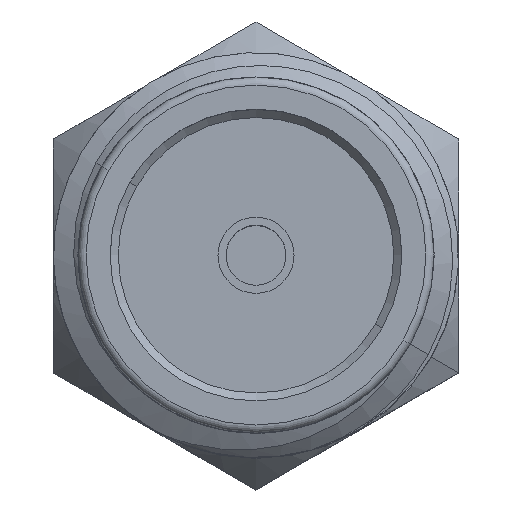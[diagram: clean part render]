
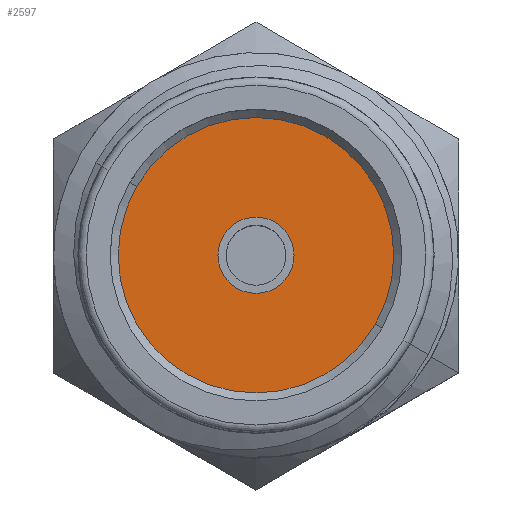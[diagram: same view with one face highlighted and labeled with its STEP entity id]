
A CAD part, top view. The second image highlights one B-rep face of the part: STEP entity #2597.
In plain terms, the highlighted face is planar.
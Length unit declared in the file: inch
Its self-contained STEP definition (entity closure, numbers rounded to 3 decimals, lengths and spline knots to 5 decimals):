
#34 = AXIS2_PLACEMENT_3D ( 'NONE', #898, #1486, #1237 ) ;
#96 = CIRCLE ( 'NONE', #2666, 0.085 ) ;
#308 = CARTESIAN_POINT ( 'NONE',  ( 0.425, 0., 0. ) ) ;
#375 = EDGE_CURVE ( 'NONE', #2621, #2000, #1387, .T. ) ;
#429 = ORIENTED_EDGE ( 'NONE', *, *, #2644, .F. ) ;
#604 = VERTEX_POINT ( 'NONE', #1447 ) ;
#653 = FACE_BOUND ( 'NONE', #2073, .T. ) ;
#847 = DIRECTION ( 'NONE',  ( 0., 0., -1. ) ) ;
#860 = CARTESIAN_POINT ( 'NONE',  ( 0.425, 0., 0.0235 ) ) ;
#898 = CARTESIAN_POINT ( 'NONE',  ( 0.425, 0., 0. ) ) ;
#917 = EDGE_LOOP ( 'NONE', ( #1823, #1811 ) ) ;
#1196 = CARTESIAN_POINT ( 'NONE',  ( 0.425, 0., -0.0235 ) ) ;
#1226 = AXIS2_PLACEMENT_3D ( 'NONE', #2662, #2330, #1922 ) ;
#1237 = DIRECTION ( 'NONE',  ( 0., 0., -1. ) ) ;
#1387 = CIRCLE ( 'NONE', #1866, 0.0235 ) ;
#1447 = CARTESIAN_POINT ( 'NONE',  ( 0.425, 0., -0.085 ) ) ;
#1486 = DIRECTION ( 'NONE',  ( 1., 0., 0. ) ) ;
#1670 = VERTEX_POINT ( 'NONE', #3245 ) ;
#1676 = AXIS2_PLACEMENT_3D ( 'NONE', #308, #3498, #1826 ) ;
#1782 = PLANE ( 'NONE',  #1676 ) ;
#1811 = ORIENTED_EDGE ( 'NONE', *, *, #2328, .T. ) ;
#1823 = ORIENTED_EDGE ( 'NONE', *, *, #1963, .T. ) ;
#1826 = DIRECTION ( 'NONE',  ( 0., 0., -1. ) ) ;
#1866 = AXIS2_PLACEMENT_3D ( 'NONE', #2709, #3321, #1901 ) ;
#1901 = DIRECTION ( 'NONE',  ( 0., 0., -1. ) ) ;
#1922 = DIRECTION ( 'NONE',  ( 0., 0., -1. ) ) ;
#1963 = EDGE_CURVE ( 'NONE', #604, #1670, #96, .T. ) ;
#2000 = VERTEX_POINT ( 'NONE', #860 ) ;
#2012 = ORIENTED_EDGE ( 'NONE', *, *, #375, .F. ) ;
#2073 = EDGE_LOOP ( 'NONE', ( #2012, #429 ) ) ;
#2328 = EDGE_CURVE ( 'NONE', #1670, #604, #3519, .T. ) ;
#2330 = DIRECTION ( 'NONE',  ( 1., 0., 0. ) ) ;
#2597 = ADVANCED_FACE ( 'NONE', ( #653, #3206 ), #1782, .T. ) ;
#2621 = VERTEX_POINT ( 'NONE', #1196 ) ;
#2644 = EDGE_CURVE ( 'NONE', #2000, #2621, #2669, .T. ) ;
#2662 = CARTESIAN_POINT ( 'NONE',  ( 0.425, 0., 0. ) ) ;
#2666 = AXIS2_PLACEMENT_3D ( 'NONE', #3112, #2838, #847 ) ;
#2669 = CIRCLE ( 'NONE', #34, 0.0235 ) ;
#2709 = CARTESIAN_POINT ( 'NONE',  ( 0.425, 0., 0. ) ) ;
#2838 = DIRECTION ( 'NONE',  ( 1., 0., 0. ) ) ;
#3112 = CARTESIAN_POINT ( 'NONE',  ( 0.425, 0., 0. ) ) ;
#3206 = FACE_OUTER_BOUND ( 'NONE', #917, .T. ) ;
#3245 = CARTESIAN_POINT ( 'NONE',  ( 0.425, 0., 0.085 ) ) ;
#3321 = DIRECTION ( 'NONE',  ( 1., 0., 0. ) ) ;
#3498 = DIRECTION ( 'NONE',  ( 1., 0., 0. ) ) ;
#3519 = CIRCLE ( 'NONE', #1226, 0.085 ) ;
